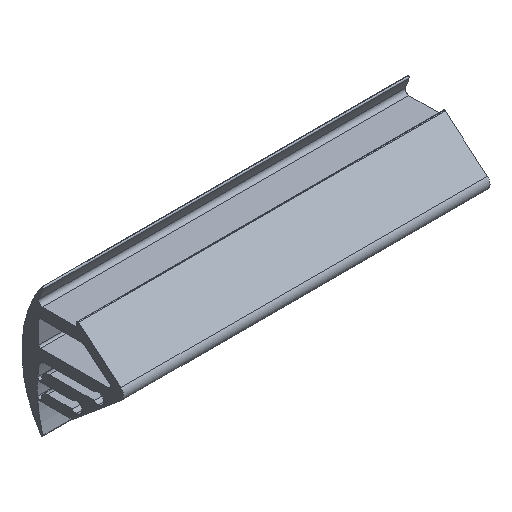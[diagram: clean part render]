
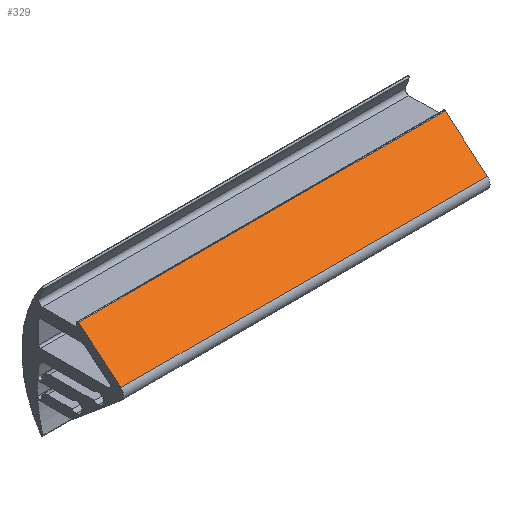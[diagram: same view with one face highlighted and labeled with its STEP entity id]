
A CAD part, isometric view. The second image highlights one B-rep face of the part: STEP entity #329.
In plain terms, the highlighted planar face has unit normal (0, -0.643, 0.766).
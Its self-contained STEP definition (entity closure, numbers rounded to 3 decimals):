
#35 = AXIS2_PLACEMENT_3D ( 'NONE', #371, #99, #1295 ) ;
#99 = DIRECTION ( 'NONE',  ( 0., 0.643, -0.766 ) ) ;
#110 = EDGE_CURVE ( 'NONE', #657, #1374, #1345, .T. ) ;
#144 = VECTOR ( 'NONE', #747, 1000. ) ;
#178 = DIRECTION ( 'NONE',  ( 0., -0.766, -0.643 ) ) ;
#247 = EDGE_CURVE ( 'NONE', #1374, #1663, #331, .T. ) ;
#321 = EDGE_CURVE ( 'NONE', #1064, #1663, #1413, .T. ) ;
#329 = ADVANCED_FACE ( 'NONE', ( #1680 ), #395, .F. ) ;
#331 = LINE ( 'NONE', #582, #144 ) ;
#364 = ORIENTED_EDGE ( 'NONE', *, *, #110, .F. ) ;
#371 = CARTESIAN_POINT ( 'NONE',  ( 100., 110.807, 12.58 ) ) ;
#393 = ORIENTED_EDGE ( 'NONE', *, *, #1513, .T. ) ;
#395 = PLANE ( 'NONE',  #35 ) ;
#428 = VECTOR ( 'NONE', #178, 1000. ) ;
#509 = DIRECTION ( 'NONE',  ( 0., -0.766, -0.643 ) ) ;
#510 = VECTOR ( 'NONE', #1086, 1000. ) ;
#533 = CARTESIAN_POINT ( 'NONE',  ( 0., 110.807, 12.58 ) ) ;
#582 = CARTESIAN_POINT ( 'NONE',  ( 100., 99.272, 2.9 ) ) ;
#583 = LINE ( 'NONE', #1214, #510 ) ;
#630 = CARTESIAN_POINT ( 'NONE',  ( 0., 99.272, 2.9 ) ) ;
#657 = VERTEX_POINT ( 'NONE', #1107 ) ;
#747 = DIRECTION ( 'NONE',  ( -1., 0., 0. ) ) ;
#775 = CARTESIAN_POINT ( 'NONE',  ( 100., 99.272, 2.9 ) ) ;
#932 = CARTESIAN_POINT ( 'NONE',  ( 100., 110.807, 12.58 ) ) ;
#956 = ORIENTED_EDGE ( 'NONE', *, *, #321, .T. ) ;
#1064 = VERTEX_POINT ( 'NONE', #1637 ) ;
#1086 = DIRECTION ( 'NONE',  ( -1., 0., 0. ) ) ;
#1107 = CARTESIAN_POINT ( 'NONE',  ( 100., 110.807, 12.58 ) ) ;
#1161 = VECTOR ( 'NONE', #509, 1000. ) ;
#1214 = CARTESIAN_POINT ( 'NONE',  ( 100., 110.807, 12.58 ) ) ;
#1295 = DIRECTION ( 'NONE',  ( 0., 0.766, 0.643 ) ) ;
#1345 = LINE ( 'NONE', #932, #428 ) ;
#1374 = VERTEX_POINT ( 'NONE', #775 ) ;
#1413 = LINE ( 'NONE', #533, #1161 ) ;
#1447 = ORIENTED_EDGE ( 'NONE', *, *, #247, .F. ) ;
#1513 = EDGE_CURVE ( 'NONE', #657, #1064, #583, .T. ) ;
#1548 = EDGE_LOOP ( 'NONE', ( #956, #1447, #364, #393 ) ) ;
#1637 = CARTESIAN_POINT ( 'NONE',  ( 0., 110.807, 12.58 ) ) ;
#1663 = VERTEX_POINT ( 'NONE', #630 ) ;
#1680 = FACE_OUTER_BOUND ( 'NONE', #1548, .T. ) ;
